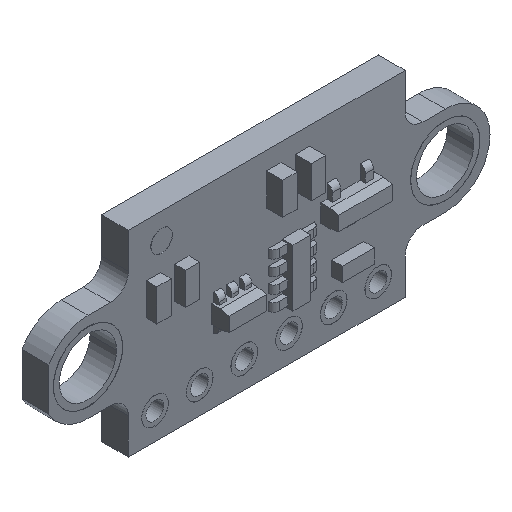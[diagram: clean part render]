
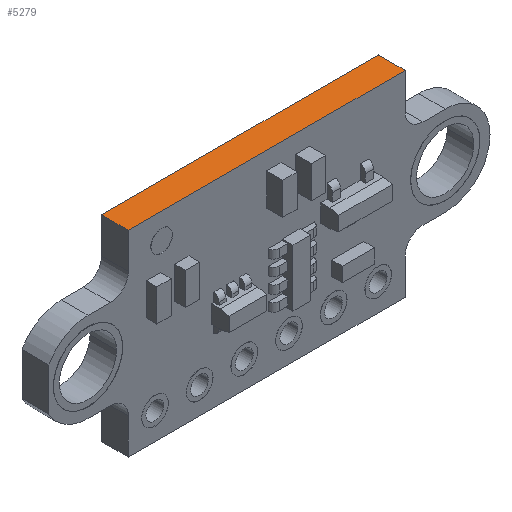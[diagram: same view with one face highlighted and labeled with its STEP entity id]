
A CAD part, isometric view. The second image highlights one B-rep face of the part: STEP entity #5279.
In plain terms, the highlighted planar face has unit normal (0, 0, 1).
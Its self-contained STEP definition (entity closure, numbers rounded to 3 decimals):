
#134=DIRECTION('',(-1.,0.,0.));
#135=VECTOR('',#134,15.5);
#136=CARTESIAN_POINT('',(7.75,1.5,5.5));
#137=LINE('',#136,#135);
#564=DIRECTION('',(0.,-1.,0.));
#565=VECTOR('',#564,1.5);
#566=CARTESIAN_POINT('',(-7.75,1.5,5.5));
#567=LINE('',#566,#565);
#578=DIRECTION('',(-1.,0.,0.));
#579=VECTOR('',#578,15.5);
#580=CARTESIAN_POINT('',(7.75,0.,5.5));
#581=LINE('',#580,#579);
#585=DIRECTION('',(0.,-1.,0.));
#586=VECTOR('',#585,1.5);
#587=CARTESIAN_POINT('',(7.75,1.5,5.5));
#588=LINE('',#587,#586);
#4038=CARTESIAN_POINT('',(7.75,1.5,5.5));
#4039=VERTEX_POINT('',#4038);
#4040=CARTESIAN_POINT('',(-7.75,1.5,5.5));
#4041=VERTEX_POINT('',#4040);
#4122=CARTESIAN_POINT('',(-7.75,0.,5.5));
#4123=VERTEX_POINT('',#4122);
#4124=CARTESIAN_POINT('',(7.75,0.,5.5));
#4125=VERTEX_POINT('',#4124);
#5267=CARTESIAN_POINT('',(-7.75,0.,5.5));
#5268=DIRECTION('',(0.,0.,1.));
#5269=DIRECTION('',(1.,0.,0.));
#5270=AXIS2_PLACEMENT_3D('',#5267,#5268,#5269);
#5271=PLANE('',#5270);
#5272=ORIENTED_EDGE('',*,*,#4909,.T.);
#5273=ORIENTED_EDGE('',*,*,#5261,.F.);
#5274=ORIENTED_EDGE('',*,*,#4797,.F.);
#5276=ORIENTED_EDGE('',*,*,#5275,.T.);
#5277=EDGE_LOOP('',(#5272,#5273,#5274,#5276));
#5278=FACE_OUTER_BOUND('',#5277,.F.);
#4797=EDGE_CURVE('',#4039,#4041,#137,.T.);
#4909=EDGE_CURVE('',#4125,#4123,#581,.T.);
#5261=EDGE_CURVE('',#4041,#4123,#567,.T.);
#5275=EDGE_CURVE('',#4039,#4125,#588,.T.);
#5279=ADVANCED_FACE('',(#5278),#5271,.T.);
